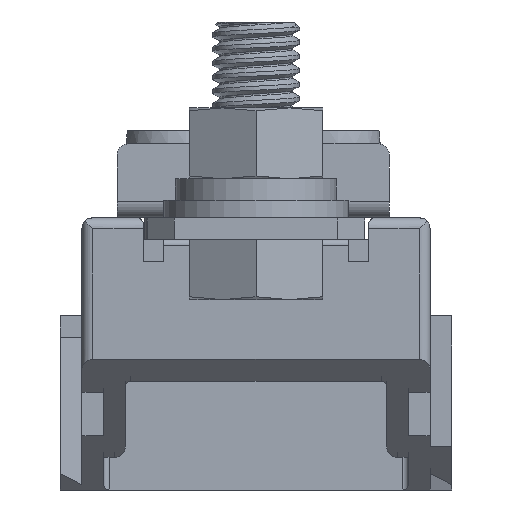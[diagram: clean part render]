
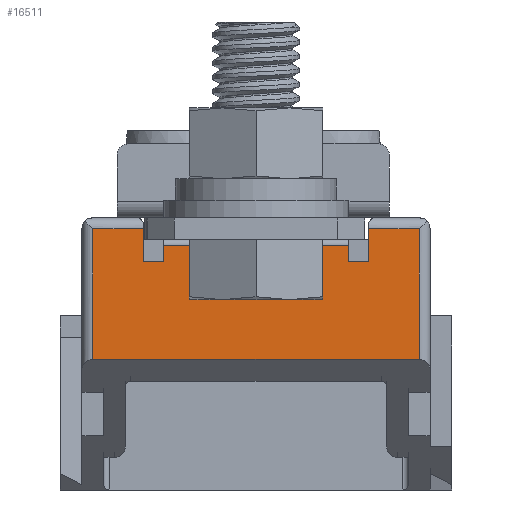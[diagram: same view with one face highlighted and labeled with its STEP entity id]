
A CAD part, front view. The second image highlights one B-rep face of the part: STEP entity #16511.
In plain terms, the highlighted planar face has unit normal (0, -1, 0).
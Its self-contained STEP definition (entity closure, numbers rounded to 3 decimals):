
#5202=DIRECTION('',(0.,0.,1.));
#5203=VECTOR('',#5202,12.);
#5204=CARTESIAN_POINT('',(219.67,44.034,-2.));
#5205=LINE('',#5204,#5203);
#5283=DIRECTION('',(-1.,0.,0.));
#5284=VECTOR('',#5283,30.);
#5285=CARTESIAN_POINT('',(219.67,44.034,-2.));
#5286=LINE('',#5285,#5284);
#5290=DIRECTION('',(0.,0.,1.));
#5291=VECTOR('',#5290,3.);
#5292=CARTESIAN_POINT('',(194.32,44.034,7.));
#5293=LINE('',#5292,#5291);
#6180=DIRECTION('',(-1.,0.,0.));
#6181=VECTOR('',#6180,4.65);
#6182=CARTESIAN_POINT('',(219.67,44.034,10.));
#6183=LINE('',#6182,#6181);
#6276=DIRECTION('',(0.,0.,-1.));
#6277=VECTOR('',#6276,3.);
#6278=CARTESIAN_POINT('',(215.02,44.034,10.));
#6279=LINE('',#6278,#6277);
#6365=DIRECTION('',(-1.,0.,0.));
#6366=VECTOR('',#6365,1.85);
#6367=CARTESIAN_POINT('',(215.02,44.034,7.));
#6368=LINE('',#6367,#6366);
#6388=DIRECTION('',(0.,0.,1.));
#6389=VECTOR('',#6388,1.5);
#6390=CARTESIAN_POINT('',(213.17,44.034,7.));
#6391=LINE('',#6390,#6389);
#6395=DIRECTION('',(-1.,0.,0.));
#6396=VECTOR('',#6395,5.);
#6397=CARTESIAN_POINT('',(213.17,44.034,8.5));
#6398=LINE('',#6397,#6396);
#6425=DIRECTION('',(0.,0.,-1.));
#6426=VECTOR('',#6425,1.5);
#6427=CARTESIAN_POINT('',(208.17,44.034,8.5));
#6428=LINE('',#6427,#6426);
#6446=DIRECTION('',(-1.,0.,0.));
#6447=VECTOR('',#6446,7.);
#6448=CARTESIAN_POINT('',(208.17,44.034,7.));
#6449=LINE('',#6448,#6447);
#6485=DIRECTION('',(0.,0.,1.));
#6486=VECTOR('',#6485,1.5);
#6487=CARTESIAN_POINT('',(201.17,44.034,7.));
#6488=LINE('',#6487,#6486);
#6492=DIRECTION('',(-1.,0.,0.));
#6493=VECTOR('',#6492,5.);
#6494=CARTESIAN_POINT('',(201.17,44.034,8.5));
#6495=LINE('',#6494,#6493);
#6522=DIRECTION('',(0.,0.,-1.));
#6523=VECTOR('',#6522,1.5);
#6524=CARTESIAN_POINT('',(196.17,44.034,8.5));
#6525=LINE('',#6524,#6523);
#6536=DIRECTION('',(-1.,0.,0.));
#6537=VECTOR('',#6536,1.85);
#6538=CARTESIAN_POINT('',(196.17,44.034,7.));
#6539=LINE('',#6538,#6537);
#10625=DIRECTION('',(-1.,0.,0.));
#10626=VECTOR('',#10625,4.65);
#10627=CARTESIAN_POINT('',(194.32,44.034,10.));
#10628=LINE('',#10627,#10626);
#10632=DIRECTION('',(0.,0.,-1.));
#10633=VECTOR('',#10632,12.);
#10634=CARTESIAN_POINT('',(189.67,44.034,10.));
#10635=LINE('',#10634,#10633);
#10639=CARTESIAN_POINT('',(189.67,44.034,-2.));
#12728=VERTEX_POINT('',#10639);
#12729=CARTESIAN_POINT('',(219.67,44.034,-2.));
#12730=VERTEX_POINT('',#12729);
#13572=CARTESIAN_POINT('',(219.67,44.034,10.));
#13573=VERTEX_POINT('',#13572);
#13575=CARTESIAN_POINT('',(194.32,44.034,7.));
#13576=CARTESIAN_POINT('',(194.32,44.034,10.));
#13577=VERTEX_POINT('',#13575);
#13578=VERTEX_POINT('',#13576);
#13579=CARTESIAN_POINT('',(196.17,44.034,7.));
#13580=VERTEX_POINT('',#13579);
#13581=CARTESIAN_POINT('',(196.17,44.034,8.5));
#13582=VERTEX_POINT('',#13581);
#13583=CARTESIAN_POINT('',(201.17,44.034,8.5));
#13584=VERTEX_POINT('',#13583);
#13585=CARTESIAN_POINT('',(201.17,44.034,7.));
#13586=VERTEX_POINT('',#13585);
#13587=CARTESIAN_POINT('',(208.17,44.034,7.));
#13588=VERTEX_POINT('',#13587);
#13589=CARTESIAN_POINT('',(208.17,44.034,8.5));
#13590=VERTEX_POINT('',#13589);
#13591=CARTESIAN_POINT('',(213.17,44.034,8.5));
#13592=VERTEX_POINT('',#13591);
#13593=CARTESIAN_POINT('',(213.17,44.034,7.));
#13594=VERTEX_POINT('',#13593);
#13595=CARTESIAN_POINT('',(215.02,44.034,7.));
#13596=VERTEX_POINT('',#13595);
#13597=CARTESIAN_POINT('',(215.02,44.034,10.));
#13598=VERTEX_POINT('',#13597);
#13599=CARTESIAN_POINT('',(189.67,44.034,10.));
#13600=VERTEX_POINT('',#13599);
#16474=CARTESIAN_POINT('',(217.67,44.034,-1.5));
#16475=DIRECTION('',(0.,1.,0.));
#16476=DIRECTION('',(0.,0.,1.));
#16477=AXIS2_PLACEMENT_3D('',#16474,#16475,#16476);
#16478=PLANE('',#16477);
#16480=ORIENTED_EDGE('',*,*,#16479,.F.);
#16482=ORIENTED_EDGE('',*,*,#16481,.F.);
#16484=ORIENTED_EDGE('',*,*,#16483,.F.);
#16486=ORIENTED_EDGE('',*,*,#16485,.F.);
#16488=ORIENTED_EDGE('',*,*,#16487,.F.);
#16490=ORIENTED_EDGE('',*,*,#16489,.F.);
#16492=ORIENTED_EDGE('',*,*,#16491,.F.);
#16494=ORIENTED_EDGE('',*,*,#16493,.F.);
#16496=ORIENTED_EDGE('',*,*,#16495,.F.);
#16498=ORIENTED_EDGE('',*,*,#16497,.F.);
#16500=ORIENTED_EDGE('',*,*,#16499,.F.);
#16502=ORIENTED_EDGE('',*,*,#16501,.F.);
#16503=ORIENTED_EDGE('',*,*,#16465,.F.);
#16504=ORIENTED_EDGE('',*,*,#14195,.T.);
#16506=ORIENTED_EDGE('',*,*,#16505,.F.);
#16508=ORIENTED_EDGE('',*,*,#16507,.F.);
#16509=EDGE_LOOP('',(#16480,#16482,#16484,#16486,#16488,#16490,#16492,#16494,
#16496,#16498,#16500,#16502,#16503,#16504,#16506,#16508));
#16510=FACE_OUTER_BOUND('',#16509,.F.);
#14195=EDGE_CURVE('',#12730,#12728,#5286,.T.);
#16465=EDGE_CURVE('',#12730,#13573,#5205,.T.);
#16479=EDGE_CURVE('',#13577,#13578,#5293,.T.);
#16481=EDGE_CURVE('',#13580,#13577,#6539,.T.);
#16483=EDGE_CURVE('',#13582,#13580,#6525,.T.);
#16485=EDGE_CURVE('',#13584,#13582,#6495,.T.);
#16487=EDGE_CURVE('',#13586,#13584,#6488,.T.);
#16489=EDGE_CURVE('',#13588,#13586,#6449,.T.);
#16491=EDGE_CURVE('',#13590,#13588,#6428,.T.);
#16493=EDGE_CURVE('',#13592,#13590,#6398,.T.);
#16495=EDGE_CURVE('',#13594,#13592,#6391,.T.);
#16497=EDGE_CURVE('',#13596,#13594,#6368,.T.);
#16499=EDGE_CURVE('',#13598,#13596,#6279,.T.);
#16501=EDGE_CURVE('',#13573,#13598,#6183,.T.);
#16505=EDGE_CURVE('',#13600,#12728,#10635,.T.);
#16507=EDGE_CURVE('',#13578,#13600,#10628,.T.);
#16511=ADVANCED_FACE('',(#16510),#16478,.F.);
